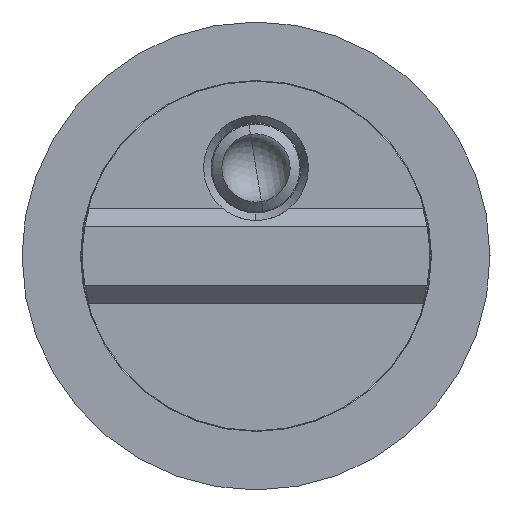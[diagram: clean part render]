
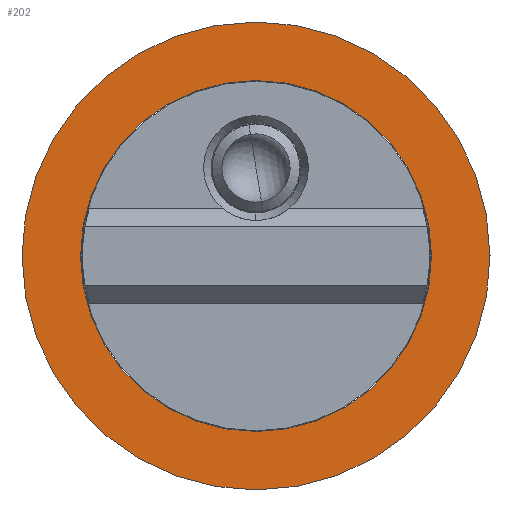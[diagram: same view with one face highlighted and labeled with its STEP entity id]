
A CAD part, left-side view. The second image highlights one B-rep face of the part: STEP entity #202.
In plain terms, the highlighted planar face has unit normal (-1, 0, 0).
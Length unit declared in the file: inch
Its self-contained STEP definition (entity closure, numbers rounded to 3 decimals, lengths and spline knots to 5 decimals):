
#15 = EDGE_CURVE ( 'NONE', #1839, #990, #3381, .T. ) ;
#66 = EDGE_CURVE ( 'NONE', #1150, #3450, #3076, .T. ) ;
#135 = CARTESIAN_POINT ( 'NONE',  ( -1.0625, 0., 0. ) ) ;
#202 = ADVANCED_FACE ( 'NONE', ( #1431, #2062 ), #1301, .F. ) ;
#339 = CIRCLE ( 'NONE', #2122, 0.375 ) ;
#394 = CARTESIAN_POINT ( 'NONE',  ( -1.0625, 0.08787, 0.49222 ) ) ;
#407 = DIRECTION ( 'NONE',  ( 1., 0., 0. ) ) ;
#459 = ORIENTED_EDGE ( 'NONE', *, *, #66, .T. ) ;
#478 = DIRECTION ( 'NONE',  ( 1., 0., 0. ) ) ;
#745 = CARTESIAN_POINT ( 'NONE',  ( -1.0625, -0.0659, -0.36916 ) ) ;
#783 = EDGE_LOOP ( 'NONE', ( #1334, #459 ) ) ;
#831 = CARTESIAN_POINT ( 'NONE',  ( -1.0625, -0.08787, -0.49222 ) ) ;
#882 = CIRCLE ( 'NONE', #3203, 0.5 ) ;
#990 = VERTEX_POINT ( 'NONE', #831 ) ;
#1150 = VERTEX_POINT ( 'NONE', #745 ) ;
#1151 = ORIENTED_EDGE ( 'NONE', *, *, #15, .F. ) ;
#1152 = CARTESIAN_POINT ( 'NONE',  ( -1.0625, 0., 0. ) ) ;
#1226 = AXIS2_PLACEMENT_3D ( 'NONE', #1152, #2466, #3031 ) ;
#1301 = PLANE ( 'NONE',  #2911 ) ;
#1311 = CARTESIAN_POINT ( 'NONE',  ( -1.0625, 0., 0. ) ) ;
#1334 = ORIENTED_EDGE ( 'NONE', *, *, #2937, .T. ) ;
#1431 = FACE_OUTER_BOUND ( 'NONE', #3419, .T. ) ;
#1839 = VERTEX_POINT ( 'NONE', #394 ) ;
#1843 = DIRECTION ( 'NONE',  ( 0., -0.176, -0.984 ) ) ;
#2062 = FACE_BOUND ( 'NONE', #783, .T. ) ;
#2114 = DIRECTION ( 'NONE',  ( 0., -0.176, -0.984 ) ) ;
#2122 = AXIS2_PLACEMENT_3D ( 'NONE', #2657, #2387, #2114 ) ;
#2239 = DIRECTION ( 'NONE',  ( 0., -0.176, -0.984 ) ) ;
#2318 = CARTESIAN_POINT ( 'NONE',  ( -1.0625, 0., 0. ) ) ;
#2387 = DIRECTION ( 'NONE',  ( 1., 0., 0. ) ) ;
#2422 = EDGE_CURVE ( 'NONE', #990, #1839, #882, .T. ) ;
#2466 = DIRECTION ( 'NONE',  ( 1., 0., 0. ) ) ;
#2636 = DIRECTION ( 'NONE',  ( 1., 0., 0. ) ) ;
#2657 = CARTESIAN_POINT ( 'NONE',  ( -1.0625, 0., 0. ) ) ;
#2724 = ORIENTED_EDGE ( 'NONE', *, *, #2422, .F. ) ;
#2805 = AXIS2_PLACEMENT_3D ( 'NONE', #135, #407, #2239 ) ;
#2875 = DIRECTION ( 'NONE',  ( 0., -0.176, -0.984 ) ) ;
#2911 = AXIS2_PLACEMENT_3D ( 'NONE', #1311, #2636, #1843 ) ;
#2937 = EDGE_CURVE ( 'NONE', #3450, #1150, #339, .T. ) ;
#3031 = DIRECTION ( 'NONE',  ( 0., -0.176, -0.984 ) ) ;
#3076 = CIRCLE ( 'NONE', #2805, 0.375 ) ;
#3135 = CARTESIAN_POINT ( 'NONE',  ( -1.0625, 0.0659, 0.36916 ) ) ;
#3203 = AXIS2_PLACEMENT_3D ( 'NONE', #2318, #478, #2875 ) ;
#3381 = CIRCLE ( 'NONE', #1226, 0.5 ) ;
#3419 = EDGE_LOOP ( 'NONE', ( #1151, #2724 ) ) ;
#3450 = VERTEX_POINT ( 'NONE', #3135 ) ;
